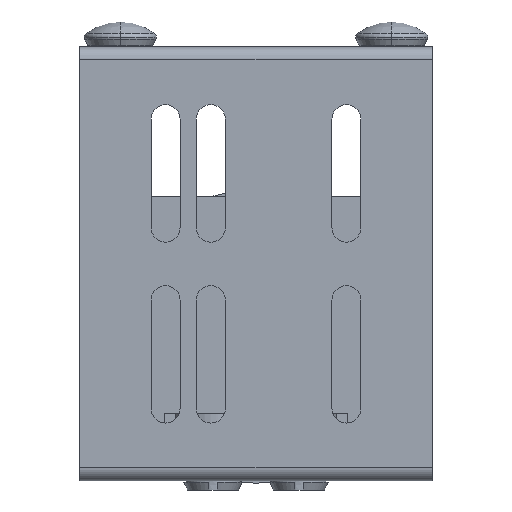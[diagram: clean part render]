
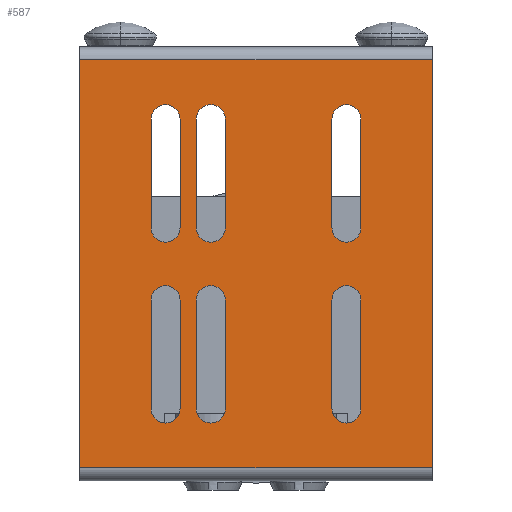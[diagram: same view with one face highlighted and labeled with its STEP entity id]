
A CAD part, left-side view. The second image highlights one B-rep face of the part: STEP entity #587.
In plain terms, the highlighted planar face has unit normal (-1, 0, 0).
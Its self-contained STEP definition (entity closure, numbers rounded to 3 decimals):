
#587=ADVANCED_FACE('',(#1602,#1603,#1604,#1605,#1606,#1607,#1608),#1609,.T.);
#1602=FACE_BOUND('',#3119,.T.);
#1603=FACE_BOUND('',#3120,.T.);
#1604=FACE_BOUND('',#3121,.T.);
#1605=FACE_BOUND('',#3122,.T.);
#1606=FACE_BOUND('',#3123,.T.);
#1607=FACE_BOUND('',#3124,.T.);
#1608=FACE_OUTER_BOUND('',#3125,.T.);
#1609=PLANE('',#3126);
#3119=EDGE_LOOP('',(#4880,#4881,#4882,#4883));
#3120=EDGE_LOOP('',(#4884,#4885,#4886,#4887));
#3121=EDGE_LOOP('',(#4888,#4889,#4890,#4891));
#3122=EDGE_LOOP('',(#4892,#4893,#4894,#4895));
#3123=EDGE_LOOP('',(#4896,#4897,#4898,#4899));
#3124=EDGE_LOOP('',(#4900,#4901,#4902,#4903));
#3125=EDGE_LOOP('',(#4904,#4905,#4906,#4907));
#3126=AXIS2_PLACEMENT_3D('',#4908,#4909,#4910);
#4880=ORIENTED_EDGE('',*,*,#8711,.T.);
#4881=ORIENTED_EDGE('',*,*,#8839,.T.);
#4882=ORIENTED_EDGE('',*,*,#8716,.T.);
#4883=ORIENTED_EDGE('',*,*,#8840,.T.);
#4884=ORIENTED_EDGE('',*,*,#8721,.T.);
#4885=ORIENTED_EDGE('',*,*,#8841,.T.);
#4886=ORIENTED_EDGE('',*,*,#8726,.T.);
#4887=ORIENTED_EDGE('',*,*,#8842,.T.);
#4888=ORIENTED_EDGE('',*,*,#8731,.T.);
#4889=ORIENTED_EDGE('',*,*,#8843,.T.);
#4890=ORIENTED_EDGE('',*,*,#8736,.T.);
#4891=ORIENTED_EDGE('',*,*,#8844,.T.);
#4892=ORIENTED_EDGE('',*,*,#8741,.T.);
#4893=ORIENTED_EDGE('',*,*,#8845,.T.);
#4894=ORIENTED_EDGE('',*,*,#8746,.T.);
#4895=ORIENTED_EDGE('',*,*,#8846,.T.);
#4896=ORIENTED_EDGE('',*,*,#8751,.T.);
#4897=ORIENTED_EDGE('',*,*,#8847,.T.);
#4898=ORIENTED_EDGE('',*,*,#8756,.T.);
#4899=ORIENTED_EDGE('',*,*,#8848,.T.);
#4900=ORIENTED_EDGE('',*,*,#8761,.T.);
#4901=ORIENTED_EDGE('',*,*,#8849,.T.);
#4902=ORIENTED_EDGE('',*,*,#8766,.T.);
#4903=ORIENTED_EDGE('',*,*,#8850,.T.);
#4904=ORIENTED_EDGE('',*,*,#8783,.T.);
#4905=ORIENTED_EDGE('',*,*,#8837,.F.);
#4906=ORIENTED_EDGE('',*,*,#8851,.F.);
#4907=ORIENTED_EDGE('',*,*,#8852,.T.);
#4908=CARTESIAN_POINT('',(0.0,39.0,48.));
#4909=DIRECTION('',(-1.0,0.0,0.0));
#4910=DIRECTION('',(0.0,0.0,-1.0));
#8711=EDGE_CURVE('',#10370,#10367,#10371,.T.);
#8716=EDGE_CURVE('',#10379,#10376,#10380,.T.);
#8721=EDGE_CURVE('',#10388,#10385,#10389,.T.);
#8726=EDGE_CURVE('',#10397,#10394,#10398,.T.);
#8731=EDGE_CURVE('',#10406,#10403,#10407,.T.);
#8736=EDGE_CURVE('',#10415,#10412,#10416,.T.);
#8741=EDGE_CURVE('',#10424,#10421,#10425,.T.);
#8746=EDGE_CURVE('',#10433,#10430,#10434,.T.);
#8751=EDGE_CURVE('',#10442,#10439,#10443,.T.);
#8756=EDGE_CURVE('',#10451,#10448,#10452,.T.);
#8761=EDGE_CURVE('',#10460,#10457,#10461,.T.);
#8766=EDGE_CURVE('',#10469,#10466,#10470,.T.);
#8783=EDGE_CURVE('',#10500,#10498,#10501,.T.);
#8837=EDGE_CURVE('',#10579,#10498,#10581,.T.);
#8839=EDGE_CURVE('',#10367,#10379,#10583,.T.);
#8840=EDGE_CURVE('',#10376,#10370,#10584,.T.);
#8841=EDGE_CURVE('',#10385,#10397,#10585,.T.);
#8842=EDGE_CURVE('',#10394,#10388,#10586,.T.);
#8843=EDGE_CURVE('',#10403,#10415,#10587,.T.);
#8844=EDGE_CURVE('',#10412,#10406,#10588,.T.);
#8845=EDGE_CURVE('',#10421,#10433,#10589,.T.);
#8846=EDGE_CURVE('',#10430,#10424,#10590,.T.);
#8847=EDGE_CURVE('',#10439,#10451,#10591,.T.);
#8848=EDGE_CURVE('',#10448,#10442,#10592,.T.);
#8849=EDGE_CURVE('',#10457,#10469,#10593,.T.);
#8850=EDGE_CURVE('',#10466,#10460,#10594,.T.);
#8851=EDGE_CURVE('',#10595,#10579,#10596,.T.);
#8852=EDGE_CURVE('',#10595,#10500,#10597,.T.);
#10367=VERTEX_POINT('',#12711);
#10370=VERTEX_POINT('',#12715);
#10371=CIRCLE('',#12716,3.2);
#10376=VERTEX_POINT('',#12722);
#10379=VERTEX_POINT('',#12726);
#10380=CIRCLE('',#12727,3.2);
#10385=VERTEX_POINT('',#12733);
#10388=VERTEX_POINT('',#12737);
#10389=CIRCLE('',#12738,3.2);
#10394=VERTEX_POINT('',#12744);
#10397=VERTEX_POINT('',#12748);
#10398=CIRCLE('',#12749,3.2);
#10403=VERTEX_POINT('',#12755);
#10406=VERTEX_POINT('',#12759);
#10407=CIRCLE('',#12760,3.2);
#10412=VERTEX_POINT('',#12766);
#10415=VERTEX_POINT('',#12770);
#10416=CIRCLE('',#12771,3.2);
#10421=VERTEX_POINT('',#12777);
#10424=VERTEX_POINT('',#12781);
#10425=CIRCLE('',#12782,3.2);
#10430=VERTEX_POINT('',#12788);
#10433=VERTEX_POINT('',#12792);
#10434=CIRCLE('',#12793,3.2);
#10439=VERTEX_POINT('',#12799);
#10442=VERTEX_POINT('',#12803);
#10443=CIRCLE('',#12804,3.2);
#10448=VERTEX_POINT('',#12810);
#10451=VERTEX_POINT('',#12814);
#10452=CIRCLE('',#12815,3.2);
#10457=VERTEX_POINT('',#12821);
#10460=VERTEX_POINT('',#12825);
#10461=CIRCLE('',#12826,3.2);
#10466=VERTEX_POINT('',#12832);
#10469=VERTEX_POINT('',#12836);
#10470=CIRCLE('',#12837,3.2);
#10498=VERTEX_POINT('',#12872);
#10500=VERTEX_POINT('',#12874);
#10501=LINE('',#12875,#12876);
#10579=VERTEX_POINT('',#12990);
#10581=LINE('',#12992,#12993);
#10583=LINE('',#12995,#12996);
#10584=LINE('',#12997,#12998);
#10585=LINE('',#12999,#13000);
#10586=LINE('',#13001,#13002);
#10587=LINE('',#13003,#13004);
#10588=LINE('',#13005,#13006);
#10589=LINE('',#13007,#13008);
#10590=LINE('',#13009,#13010);
#10591=LINE('',#13011,#13012);
#10592=LINE('',#13013,#13014);
#10593=LINE('',#13015,#13016);
#10594=LINE('',#13017,#13018);
#10595=VERTEX_POINT('',#13019);
#10596=LINE('',#13020,#13021);
#10597=LINE('',#13022,#13023);
#12711=CARTESIAN_POINT('',(0.0,16.8,40.));
#12715=CARTESIAN_POINT('',(0.0,23.2,40.));
#12716=AXIS2_PLACEMENT_3D('',#15833,#15834,#15835);
#12722=CARTESIAN_POINT('',(0.0,23.2,16.));
#12726=CARTESIAN_POINT('',(0.0,16.8,16.));
#12727=AXIS2_PLACEMENT_3D('',#15841,#15842,#15843);
#12733=CARTESIAN_POINT('',(0.0,16.8,80.));
#12737=CARTESIAN_POINT('',(0.0,23.2,80.));
#12738=AXIS2_PLACEMENT_3D('',#15849,#15850,#15851);
#12744=CARTESIAN_POINT('',(0.0,23.2,56.));
#12748=CARTESIAN_POINT('',(0.0,16.8,56.));
#12749=AXIS2_PLACEMENT_3D('',#15857,#15858,#15859);
#12755=CARTESIAN_POINT('',(0.0,-23.2,40.));
#12759=CARTESIAN_POINT('',(0.0,-16.8,40.));
#12760=AXIS2_PLACEMENT_3D('',#15865,#15866,#15867);
#12766=CARTESIAN_POINT('',(0.0,-16.8,16.));
#12770=CARTESIAN_POINT('',(0.0,-23.2,16.));
#12771=AXIS2_PLACEMENT_3D('',#15873,#15874,#15875);
#12777=CARTESIAN_POINT('',(0.0,-23.2,80.));
#12781=CARTESIAN_POINT('',(0.0,-16.8,80.));
#12782=AXIS2_PLACEMENT_3D('',#15881,#15882,#15883);
#12788=CARTESIAN_POINT('',(0.0,-16.8,56.));
#12792=CARTESIAN_POINT('',(0.0,-23.2,56.));
#12793=AXIS2_PLACEMENT_3D('',#15889,#15890,#15891);
#12799=CARTESIAN_POINT('',(0.0,6.8,40.));
#12803=CARTESIAN_POINT('',(0.0,13.2,40.));
#12804=AXIS2_PLACEMENT_3D('',#15897,#15898,#15899);
#12810=CARTESIAN_POINT('',(0.0,13.2,16.));
#12814=CARTESIAN_POINT('',(0.0,6.8,16.));
#12815=AXIS2_PLACEMENT_3D('',#15905,#15906,#15907);
#12821=CARTESIAN_POINT('',(0.0,6.8,80.));
#12825=CARTESIAN_POINT('',(0.0,13.2,80.));
#12826=AXIS2_PLACEMENT_3D('',#15913,#15914,#15915);
#12832=CARTESIAN_POINT('',(0.0,13.2,56.));
#12836=CARTESIAN_POINT('',(0.0,6.8,56.));
#12837=AXIS2_PLACEMENT_3D('',#15921,#15922,#15923);
#12872=CARTESIAN_POINT('',(0.0,-39.0,93.12));
#12874=CARTESIAN_POINT('',(0.,-39.0,2.88));
#12875=CARTESIAN_POINT('',(0.0,-39.0,2.88));
#12876=VECTOR('',#15949,1.0);
#12990=CARTESIAN_POINT('',(0.0,39.0,93.12));
#12992=CARTESIAN_POINT('',(0.0,39.0,93.12));
#12993=VECTOR('',#16016,1.0);
#12995=CARTESIAN_POINT('',(0.0,16.8,41.));
#12996=VECTOR('',#16017,1.0);
#12997=CARTESIAN_POINT('',(0.0,23.2,38.));
#12998=VECTOR('',#16018,1.0);
#12999=CARTESIAN_POINT('',(0.0,16.8,61.));
#13000=VECTOR('',#16019,1.0);
#13001=CARTESIAN_POINT('',(0.0,23.2,58.));
#13002=VECTOR('',#16020,1.0);
#13003=CARTESIAN_POINT('',(0.0,-23.2,41.));
#13004=VECTOR('',#16021,1.0);
#13005=CARTESIAN_POINT('',(0.0,-16.8,38.));
#13006=VECTOR('',#16022,1.0);
#13007=CARTESIAN_POINT('',(0.0,-23.2,61.));
#13008=VECTOR('',#16023,1.0);
#13009=CARTESIAN_POINT('',(0.0,-16.8,58.));
#13010=VECTOR('',#16024,1.0);
#13011=CARTESIAN_POINT('',(0.0,6.8,41.));
#13012=VECTOR('',#16025,1.0);
#13013=CARTESIAN_POINT('',(0.0,13.2,38.));
#13014=VECTOR('',#16026,1.0);
#13015=CARTESIAN_POINT('',(0.0,6.8,61.));
#13016=VECTOR('',#16027,1.0);
#13017=CARTESIAN_POINT('',(0.0,13.2,58.));
#13018=VECTOR('',#16028,1.0);
#13019=CARTESIAN_POINT('',(0.,39.0,2.88));
#13020=CARTESIAN_POINT('',(0.0,39.0,2.88));
#13021=VECTOR('',#16029,1.0);
#13022=CARTESIAN_POINT('',(0.,39.0,2.88));
#13023=VECTOR('',#16030,1.0);
#15833=CARTESIAN_POINT('',(0.0,20.0,40.));
#15834=DIRECTION('',(1.0,-0.0,0.0));
#15835=DIRECTION('',(0.0,1.,0.));
#15841=CARTESIAN_POINT('',(0.0,20.0,16.));
#15842=DIRECTION('',(1.0,0.0,-0.0));
#15843=DIRECTION('',(0.0,-1.,0.));
#15849=CARTESIAN_POINT('',(0.0,20.0,80.));
#15850=DIRECTION('',(1.0,-0.0,0.0));
#15851=DIRECTION('',(0.0,1.,0.));
#15857=CARTESIAN_POINT('',(0.0,20.0,56.));
#15858=DIRECTION('',(1.0,0.0,-0.0));
#15859=DIRECTION('',(0.0,-1.,0.));
#15865=CARTESIAN_POINT('',(0.0,-20.0,40.));
#15866=DIRECTION('',(1.0,-0.0,0.0));
#15867=DIRECTION('',(0.0,1.,0.));
#15873=CARTESIAN_POINT('',(0.0,-20.0,16.));
#15874=DIRECTION('',(1.0,0.0,-0.0));
#15875=DIRECTION('',(0.0,-1.,0.));
#15881=CARTESIAN_POINT('',(0.0,-20.0,80.));
#15882=DIRECTION('',(1.0,-0.0,0.0));
#15883=DIRECTION('',(0.0,1.,0.));
#15889=CARTESIAN_POINT('',(0.0,-20.0,56.));
#15890=DIRECTION('',(1.0,0.0,-0.0));
#15891=DIRECTION('',(0.0,-1.,0.));
#15897=CARTESIAN_POINT('',(0.0,10.0,40.));
#15898=DIRECTION('',(1.0,-0.0,0.0));
#15899=DIRECTION('',(0.0,1.,0.));
#15905=CARTESIAN_POINT('',(0.0,10.0,16.));
#15906=DIRECTION('',(1.0,0.0,-0.0));
#15907=DIRECTION('',(0.0,-1.,0.));
#15913=CARTESIAN_POINT('',(0.0,10.0,80.));
#15914=DIRECTION('',(1.0,-0.0,0.0));
#15915=DIRECTION('',(0.0,1.,0.));
#15921=CARTESIAN_POINT('',(0.0,10.0,56.));
#15922=DIRECTION('',(1.0,0.0,-0.0));
#15923=DIRECTION('',(0.0,-1.,0.));
#15949=DIRECTION('',(0.0,0.0,1.0));
#16016=DIRECTION('',(0.0,-1.0,0.0));
#16017=DIRECTION('',(-0.0,-0.0,-1.0));
#16018=DIRECTION('',(0.0,-0.0,1.0));
#16019=DIRECTION('',(-0.0,-0.0,-1.0));
#16020=DIRECTION('',(0.0,-0.0,1.0));
#16021=DIRECTION('',(-0.0,-0.0,-1.0));
#16022=DIRECTION('',(0.0,-0.0,1.0));
#16023=DIRECTION('',(-0.0,-0.0,-1.0));
#16024=DIRECTION('',(0.0,-0.0,1.0));
#16025=DIRECTION('',(-0.0,-0.0,-1.0));
#16026=DIRECTION('',(0.0,-0.0,1.0));
#16027=DIRECTION('',(-0.0,-0.0,-1.0));
#16028=DIRECTION('',(0.0,-0.0,1.0));
#16029=DIRECTION('',(0.0,0.0,1.0));
#16030=DIRECTION('',(0.0,-1.0,0.0));
